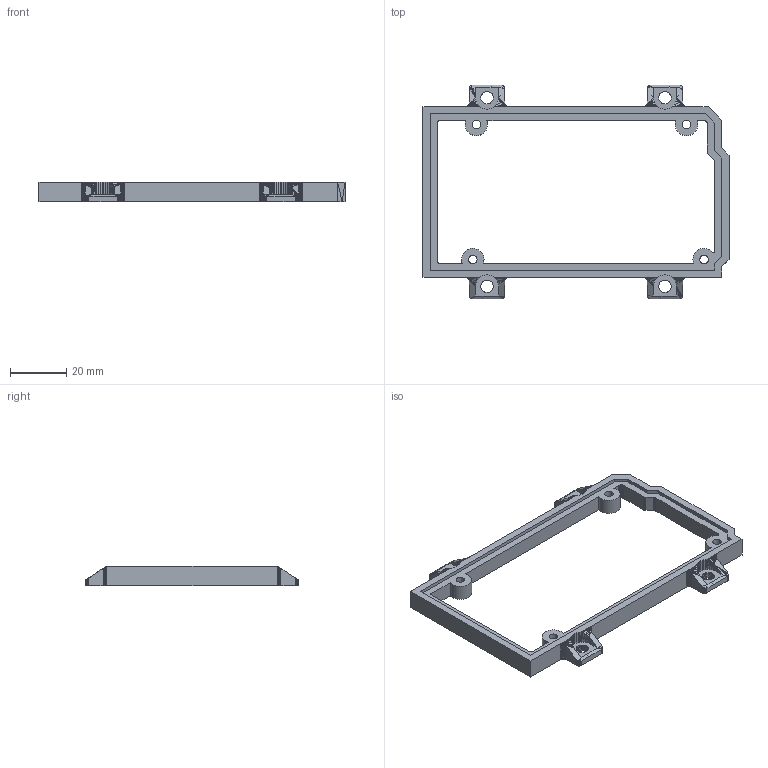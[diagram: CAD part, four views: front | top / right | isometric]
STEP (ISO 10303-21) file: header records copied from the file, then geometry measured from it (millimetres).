
FILE_DESCRIPTION (( 'STEP AP214' ), '1' );
FILE_NAME ('Arduino mega 2560 holder m3.STEP', '2022-10-28T12:01:39', ( '' ), ( '' ), 'SwSTEP 2.0', 'SolidWorks 2022', '' );
FILE_SCHEMA (( 'AUTOMOTIVE_DESIGN' ));
Length unit declared in the file: millimetre
Products named in the file (1): Arduino mega 2560 holder m3
Bounding box: 109.22 x 76.2 x 6.99 mm (x, y, z)
Volume: 11873.2 mm3; surface area: 9229.9 mm2
Topology: 1 solids, 1 shells, 1161 faces, 2352 edges, 1194 vertices
Faces by surface type: plane 1143, cylinder 18
Entity records: 28256 total; most frequent: DIRECTION 4712, CARTESIAN_POINT 4708, ORIENTED_EDGE 4704, EDGE_CURVE 2352, VECTOR 2316, LINE 2316, AXIS2_PLACEMENT_3D 1198, VERTEX_POINT 1194
